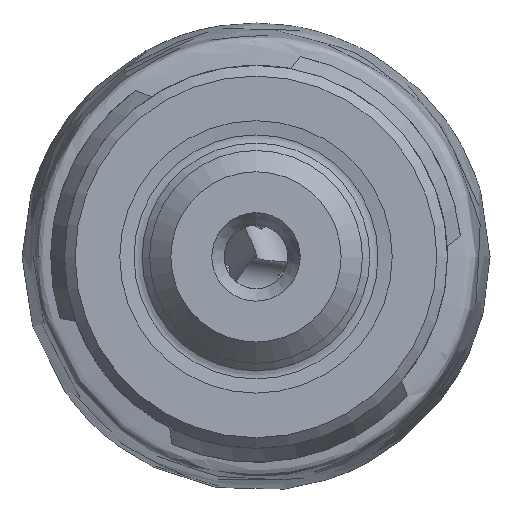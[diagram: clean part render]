
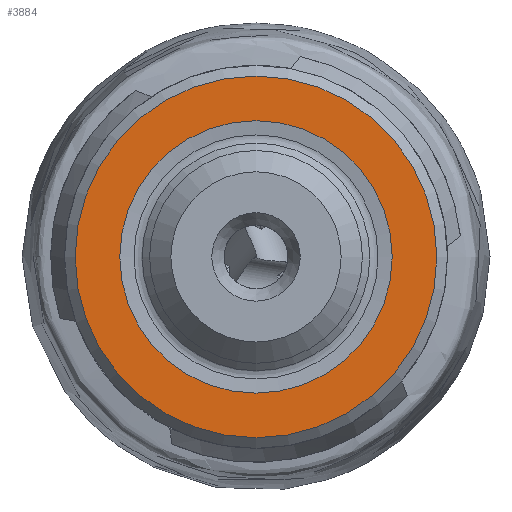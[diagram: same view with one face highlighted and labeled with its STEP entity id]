
A CAD part, left-side view. The second image highlights one B-rep face of the part: STEP entity #3884.
In plain terms, the highlighted planar face has unit normal (-1, 0, 0).
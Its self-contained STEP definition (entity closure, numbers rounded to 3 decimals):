
#77 = EDGE_CURVE ( 'NONE', #2379, #2379, #2559, .T. ) ;
#772 = CARTESIAN_POINT ( 'NONE',  ( 19.8, 0., 0. ) ) ;
#942 = ORIENTED_EDGE ( 'NONE', *, *, #4043, .F. ) ;
#996 = DIRECTION ( 'NONE',  ( 1., 0., 0. ) ) ;
#1006 = PLANE ( 'NONE',  #3821 ) ;
#1090 = DIRECTION ( 'NONE',  ( 0., 0., 1. ) ) ;
#1657 = DIRECTION ( 'NONE',  ( 0., 0., -1. ) ) ;
#1670 = DIRECTION ( 'NONE',  ( 0., 0., 1. ) ) ;
#1957 = CARTESIAN_POINT ( 'NONE',  ( 19.8, 6.403, 0. ) ) ;
#2012 = EDGE_LOOP ( 'NONE', ( #942 ) ) ;
#2074 = CARTESIAN_POINT ( 'NONE',  ( 19.8, 0., 8.5 ) ) ;
#2180 = AXIS2_PLACEMENT_3D ( 'NONE', #4074, #2563, #1670 ) ;
#2379 = VERTEX_POINT ( 'NONE', #2074 ) ;
#2559 = CIRCLE ( 'NONE', #2180, 8.5 ) ;
#2563 = DIRECTION ( 'NONE',  ( -1., 0., 0. ) ) ;
#2884 = CIRCLE ( 'NONE', #4032, 6.403 ) ;
#2981 = FACE_BOUND ( 'NONE', #2012, .T. ) ;
#2982 = DIRECTION ( 'NONE',  ( -1., 0., 0. ) ) ;
#3025 = CARTESIAN_POINT ( 'NONE',  ( 19.8, 0., 6.403 ) ) ;
#3627 = VERTEX_POINT ( 'NONE', #3025 ) ;
#3686 = FACE_OUTER_BOUND ( 'NONE', #3795, .T. ) ;
#3795 = EDGE_LOOP ( 'NONE', ( #3831 ) ) ;
#3821 = AXIS2_PLACEMENT_3D ( 'NONE', #1957, #996, #1657 ) ;
#3831 = ORIENTED_EDGE ( 'NONE', *, *, #77, .T. ) ;
#3884 = ADVANCED_FACE ( 'NONE', ( #2981, #3686 ), #1006, .F. ) ;
#4032 = AXIS2_PLACEMENT_3D ( 'NONE', #772, #2982, #1090 ) ;
#4043 = EDGE_CURVE ( 'NONE', #3627, #3627, #2884, .T. ) ;
#4074 = CARTESIAN_POINT ( 'NONE',  ( 19.8, 0., 0. ) ) ;
